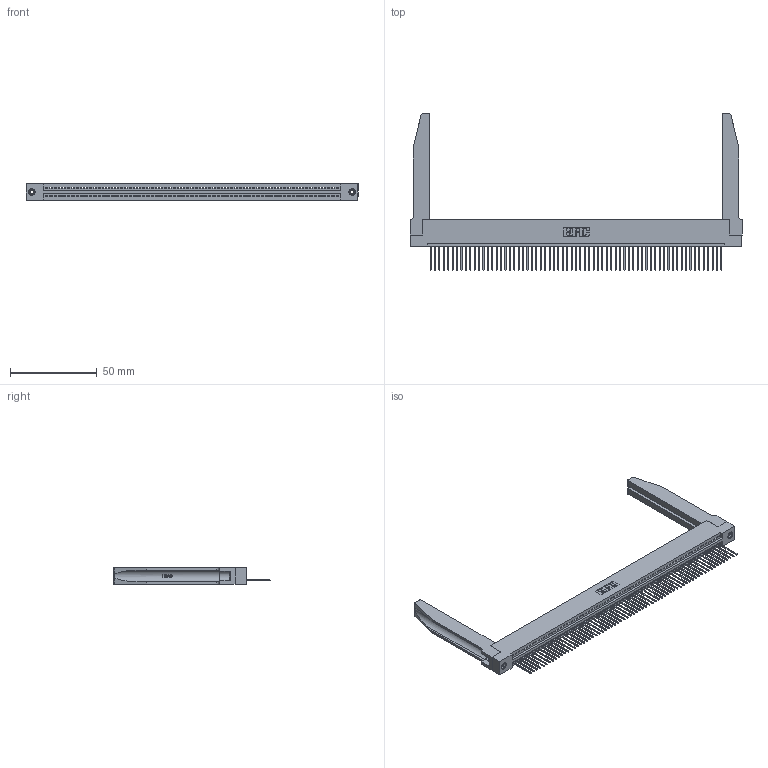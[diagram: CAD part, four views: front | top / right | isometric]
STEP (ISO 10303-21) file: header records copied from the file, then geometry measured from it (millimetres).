
FILE_DESCRIPTION (( 'STEP AP203' ), '1' );
FILE_NAME ('345-067-540-178.STEP', '2019-10-12T01:41:20', ( '' ), ( '' ), 'SwSTEP 2.0', 'SolidWorks 2016', '' );
FILE_SCHEMA (( 'CONFIG_CONTROL_DESIGN' ));
Length unit declared in the file: inch
Products named in the file (5): 345-250-001_345-250-001-102; 345-067-540-178; 345 Part_Flush Mounting Lugs - 0.156 Dia-TH; 345-292-001_345-293-140; 345-220-078_345-220-078
Assembly tree (72 placements, depth 2):
  345-067-540-178
    345 Part_Flush Mounting Lugs - 0.156 Dia-TH
    345-292-001_345-293-140  x67
    345-250-001_345-250-001-102  x2
    345-220-078_345-220-078  x2
Bounding box: 191.41 x 90.09 x 9.4 mm (x, y, z)
Volume: 26246.7 mm3; surface area: 32391.5 mm2
Topology: 72 solids, 72 shells, 4246 faces, 12741 edges, 8394 vertices
Faces by surface type: plane 2902, cylinder 1292, bspline 36, cone 12, torus 4
Entity records: 51818 total; most frequent: CARTESIAN_POINT 9872, ORIENTED_EDGE 8770, DIRECTION 7593, EDGE_CURVE 4385, VECTOR 3891, LINE 3891, VERTEX_POINT 2916, AXIS2_PLACEMENT_3D 1851
